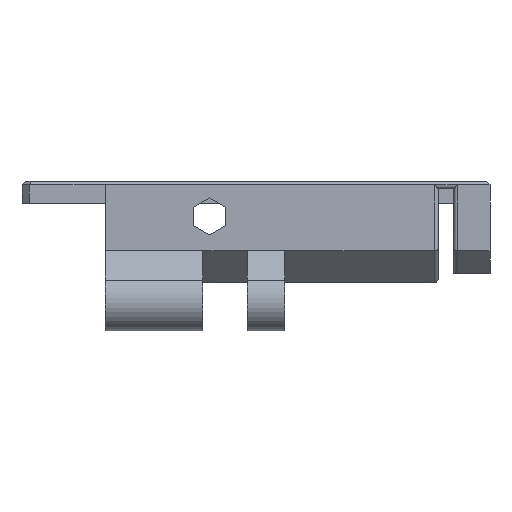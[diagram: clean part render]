
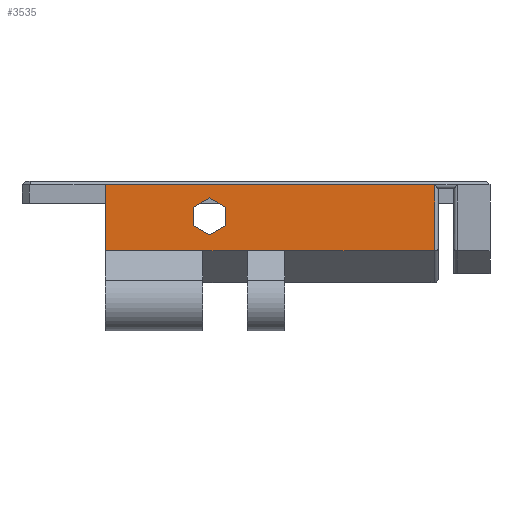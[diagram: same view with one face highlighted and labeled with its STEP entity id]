
A CAD part, front view. The second image highlights one B-rep face of the part: STEP entity #3535.
In plain terms, the highlighted planar face has unit normal (0, -1, 0).
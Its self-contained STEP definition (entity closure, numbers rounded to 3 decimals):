
#123=FACE_BOUND('',#502,.T.);
#150=PLANE('',#3764);
#301=FACE_OUTER_BOUND('',#501,.T.);
#501=EDGE_LOOP('',(#2477,#2478,#2479,#2480,#2481,#2482,#2483));
#502=EDGE_LOOP('',(#2484,#2485,#2486,#2487,#2488,#2489));
#731=LINE('',#4940,#1160);
#742=LINE('',#4969,#1171);
#748=LINE('',#4981,#1177);
#749=LINE('',#4983,#1178);
#750=LINE('',#4985,#1179);
#751=LINE('',#4987,#1180);
#752=LINE('',#4988,#1181);
#753=LINE('',#4991,#1182);
#754=LINE('',#4993,#1183);
#755=LINE('',#4995,#1184);
#756=LINE('',#4997,#1185);
#757=LINE('',#4999,#1186);
#758=LINE('',#5000,#1187);
#1160=VECTOR('',#4013,10.);
#1171=VECTOR('',#4040,10.);
#1177=VECTOR('',#4050,10.);
#1178=VECTOR('',#4051,10.);
#1179=VECTOR('',#4052,10.);
#1180=VECTOR('',#4053,10.);
#1181=VECTOR('',#4054,10.);
#1182=VECTOR('',#4055,10.);
#1183=VECTOR('',#4056,10.);
#1184=VECTOR('',#4057,10.);
#1185=VECTOR('',#4058,10.);
#1186=VECTOR('',#4059,10.);
#1187=VECTOR('',#4060,10.);
#1586=VERTEX_POINT('',#4927);
#1591=VERTEX_POINT('',#4938);
#1601=VERTEX_POINT('',#4968);
#1605=VERTEX_POINT('',#4980);
#1606=VERTEX_POINT('',#4982);
#1607=VERTEX_POINT('',#4984);
#1608=VERTEX_POINT('',#4986);
#1609=VERTEX_POINT('',#4989);
#1610=VERTEX_POINT('',#4990);
#1611=VERTEX_POINT('',#4992);
#1612=VERTEX_POINT('',#4994);
#1613=VERTEX_POINT('',#4996);
#1614=VERTEX_POINT('',#4998);
#1923=EDGE_CURVE('',#1591,#1586,#731,.T.);
#1937=EDGE_CURVE('',#1586,#1601,#742,.T.);
#1943=EDGE_CURVE('',#1605,#1591,#748,.T.);
#1944=EDGE_CURVE('',#1606,#1605,#749,.T.);
#1945=EDGE_CURVE('',#1607,#1606,#750,.T.);
#1946=EDGE_CURVE('',#1608,#1607,#751,.T.);
#1947=EDGE_CURVE('',#1601,#1608,#752,.T.);
#1948=EDGE_CURVE('',#1609,#1610,#753,.T.);
#1949=EDGE_CURVE('',#1610,#1611,#754,.T.);
#1950=EDGE_CURVE('',#1611,#1612,#755,.T.);
#1951=EDGE_CURVE('',#1612,#1613,#756,.T.);
#1952=EDGE_CURVE('',#1613,#1614,#757,.T.);
#1953=EDGE_CURVE('',#1614,#1609,#758,.T.);
#2477=ORIENTED_EDGE('',*,*,#1923,.F.);
#2478=ORIENTED_EDGE('',*,*,#1943,.F.);
#2479=ORIENTED_EDGE('',*,*,#1944,.F.);
#2480=ORIENTED_EDGE('',*,*,#1945,.F.);
#2481=ORIENTED_EDGE('',*,*,#1946,.F.);
#2482=ORIENTED_EDGE('',*,*,#1947,.F.);
#2483=ORIENTED_EDGE('',*,*,#1937,.F.);
#2484=ORIENTED_EDGE('',*,*,#1948,.T.);
#2485=ORIENTED_EDGE('',*,*,#1949,.T.);
#2486=ORIENTED_EDGE('',*,*,#1950,.T.);
#2487=ORIENTED_EDGE('',*,*,#1951,.T.);
#2488=ORIENTED_EDGE('',*,*,#1952,.T.);
#2489=ORIENTED_EDGE('',*,*,#1953,.T.);
#3535=ADVANCED_FACE('',(#301,#123),#150,.T.);
#3764=AXIS2_PLACEMENT_3D('',#4979,#4048,#4049);
#4013=DIRECTION('',(0.,0.,-1.));
#4040=DIRECTION('',(-1.,0.,0.));
#4048=DIRECTION('center_axis',(0.,-1.,0.));
#4049=DIRECTION('ref_axis',(0.,0.,1.));
#4050=DIRECTION('',(1.,0.,0.));
#4051=DIRECTION('',(0.,0.,1.));
#4052=DIRECTION('',(-1.,0.,0.));
#4053=DIRECTION('',(-1.,0.,0.));
#4054=DIRECTION('',(-1.,0.,0.));
#4055=DIRECTION('',(0.866,0.,0.5));
#4056=DIRECTION('',(0.866,0.,-0.5));
#4057=DIRECTION('',(0.,0.,-1.));
#4058=DIRECTION('',(-0.866,0.,-0.5));
#4059=DIRECTION('',(-0.866,0.,0.5));
#4060=DIRECTION('',(0.,0.,1.));
#4927=CARTESIAN_POINT('',(51.25,-26.025,-9.4));
#4938=CARTESIAN_POINT('',(51.25,-26.025,-0.5));
#4940=CARTESIAN_POINT('',(51.25,-26.025,-10.95));
#4968=CARTESIAN_POINT('',(31.,-26.025,-9.4));
#4969=CARTESIAN_POINT('',(58.75,-26.025,-9.4));
#4979=CARTESIAN_POINT('Origin',(58.75,-26.025,-9.4));
#4980=CARTESIAN_POINT('',(6.75,-26.025,-0.5));
#4981=CARTESIAN_POINT('',(42.938,-26.025,-0.5));
#4982=CARTESIAN_POINT('',(6.75,-26.025,-9.4));
#4983=CARTESIAN_POINT('',(6.75,-26.025,0.));
#4984=CARTESIAN_POINT('',(19.95,-26.025,-9.4));
#4985=CARTESIAN_POINT('',(58.75,-26.025,-9.4));
#4986=CARTESIAN_POINT('',(25.95,-26.025,-9.4));
#4987=CARTESIAN_POINT('',(58.75,-26.025,-9.4));
#4988=CARTESIAN_POINT('',(58.75,-26.025,-9.4));
#4989=CARTESIAN_POINT('',(18.71,-26.025,-3.525));
#4990=CARTESIAN_POINT('',(20.875,-26.025,-2.275));
#4991=CARTESIAN_POINT('',(33.536,-26.025,5.035));
#4992=CARTESIAN_POINT('',(23.04,-26.025,-3.525));
#4993=CARTESIAN_POINT('',(37.703,-26.025,-11.991));
#4994=CARTESIAN_POINT('',(23.04,-26.025,-6.025));
#4995=CARTESIAN_POINT('',(23.04,-26.025,-7.713));
#4996=CARTESIAN_POINT('',(20.875,-26.025,-7.275));
#4997=CARTESIAN_POINT('',(34.618,-26.025,0.66));
#4998=CARTESIAN_POINT('',(18.71,-26.025,-6.025));
#4999=CARTESIAN_POINT('',(34.456,-26.025,-15.116));
#5000=CARTESIAN_POINT('',(18.71,-26.025,-6.463));
